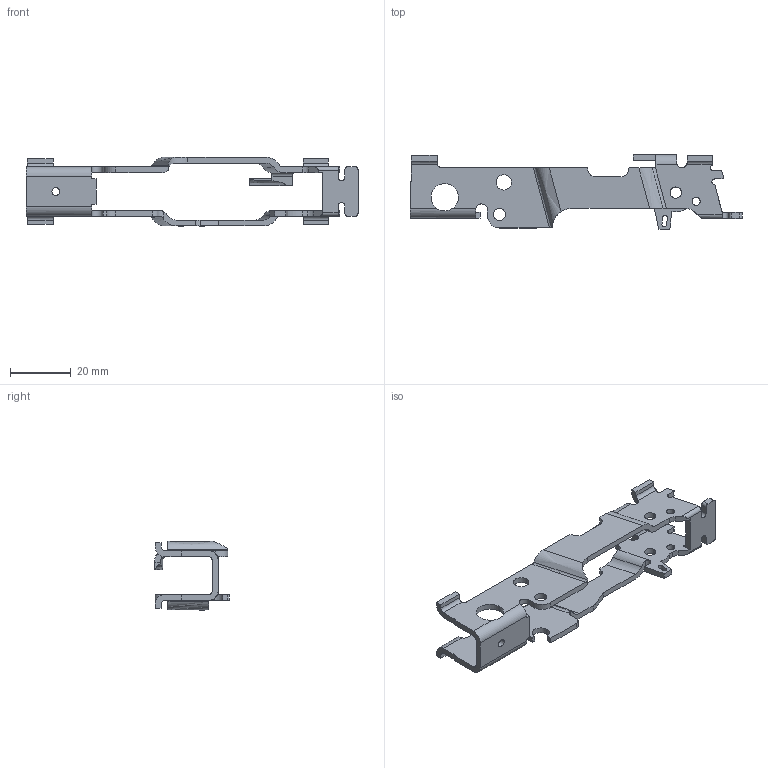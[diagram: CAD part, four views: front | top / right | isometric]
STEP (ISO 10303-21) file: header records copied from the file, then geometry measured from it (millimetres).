
FILE_DESCRIPTION (( 'STEP AP214' ), '1' );
FILE_NAME ('Frame.STEP', '2018-03-01T13:58:54', ( '' ), ( '' ), 'SwSTEP 2.0', 'SolidWorks 2017', '' );
FILE_SCHEMA (( 'AUTOMOTIVE_DESIGN' ));
Length unit declared in the file: millimetre
Products named in the file (1): Frame
Bounding box: 109.73 x 24.62 x 23.05 mm (x, y, z)
Volume: 6872.3 mm3; surface area: 8694.9 mm2
Topology: 1 solids, 1 shells, 211 faces, 629 edges, 416 vertices
Faces by surface type: plane 105, cylinder 89, bspline 17
Entity records: 10351 total; most frequent: CARTESIAN_POINT 2483, ORIENTED_EDGE 1258, DIRECTION 1033, EDGE_CURVE 629, VERTEX_POINT 416, LINE 381, VECTOR 381, AXIS2_PLACEMENT_3D 326
